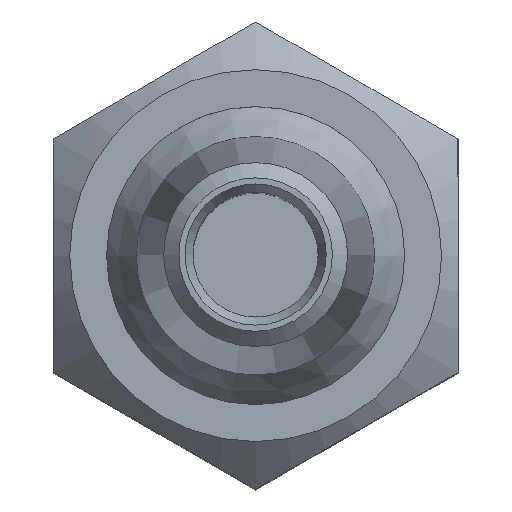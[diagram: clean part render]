
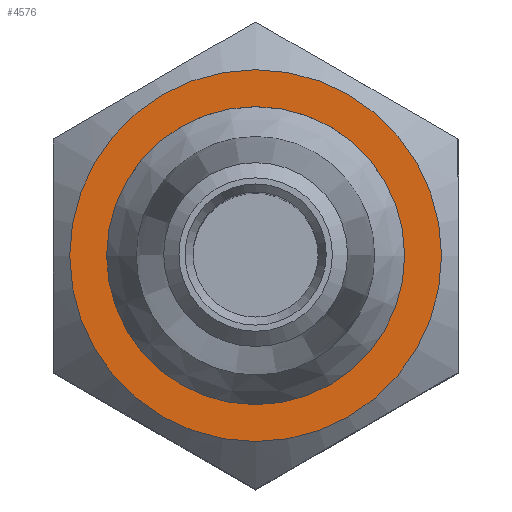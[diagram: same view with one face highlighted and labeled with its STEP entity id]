
A CAD part, top view. The second image highlights one B-rep face of the part: STEP entity #4576.
In plain terms, the highlighted planar face has unit normal (0, 0, 1).
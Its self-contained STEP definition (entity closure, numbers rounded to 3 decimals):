
#120=FACE_BOUND('',#778,.T.);
#137=CIRCLE('',#4724,20.25);
#140=CIRCLE('',#4731,25.261);
#490=FACE_OUTER_BOUND('',#777,.T.);
#777=EDGE_LOOP('',(#4108));
#778=EDGE_LOOP('',(#4109));
#2138=VERTEX_POINT('',#8222);
#2145=VERTEX_POINT('',#8251);
#2755=EDGE_CURVE('',#2138,#2138,#137,.T.);
#2763=EDGE_CURVE('',#2145,#2145,#140,.T.);
#4108=ORIENTED_EDGE('',*,*,#2763,.T.);
#4109=ORIENTED_EDGE('',*,*,#2755,.T.);
#4265=PLANE('',#4786);
#4576=ADVANCED_FACE('',(#490,#120),#4265,.T.);
#4724=AXIS2_PLACEMENT_3D('',#8223,#5466,#5467);
#4731=AXIS2_PLACEMENT_3D('',#8252,#5480,#5481);
#4786=AXIS2_PLACEMENT_3D('',#8464,#5612,#5613);
#5466=DIRECTION('center_axis',(0.,0.,-1.));
#5467=DIRECTION('ref_axis',(0.,-1.,0.));
#5480=DIRECTION('center_axis',(0.,0.,1.));
#5481=DIRECTION('ref_axis',(0.,-1.,0.));
#5612=DIRECTION('center_axis',(0.,0.,1.));
#5613=DIRECTION('ref_axis',(1.,0.,0.));
#8222=CARTESIAN_POINT('',(0.,-20.25,0.));
#8223=CARTESIAN_POINT('Origin',(0.,0.,0.));
#8251=CARTESIAN_POINT('',(0.,25.261,0.));
#8252=CARTESIAN_POINT('Origin',(0.,0.,0.));
#8464=CARTESIAN_POINT('Origin',(0.,0.,
0.));
